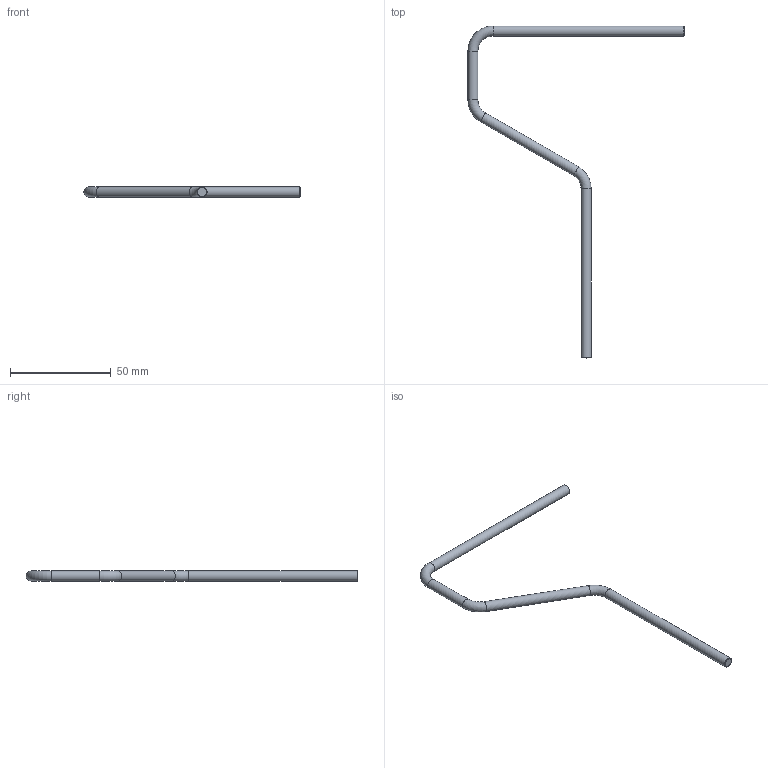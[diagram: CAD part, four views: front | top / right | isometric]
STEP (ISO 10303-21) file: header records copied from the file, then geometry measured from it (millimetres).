
FILE_DESCRIPTION(/* description */ (''),/* implementation_level */ '2;1');
FILE_NAME(/* name */ 'holder.stp',/* time_stamp */ '2024-06-20T09:53:26+04:00',/* author */ ('Tofi'),/* organization */ (''),/* preprocessor_version */ 'ST-DEVELOPER v20',/* originating_system */ 'Autodesk Inventor 2025',/* authorisation */ '');
FILE_SCHEMA (('AUTOMOTIVE_DESIGN { 1 0 10303 214 3 1 1 }'));
Length unit declared in the file: millimetre
Products named in the file (1): Валик держатель
Bounding box: 107.5 x 165 x 5 mm (x, y, z)
Volume: 5762.6 mm3; surface area: 4644.7 mm2
Topology: 1 solids, 1 shells, 11 faces, 23 edges, 14 vertices
Faces by surface type: cylinder 4, torus 3, cone 2, plane 2
Full cylindrical faces by diameter (mm): 5 x4
Entity records: 345 total; most frequent: DIRECTION 64, CARTESIAN_POINT 49, ORIENTED_EDGE 46, AXIS2_PLACEMENT_3D 29, EDGE_CURVE 23, CIRCLE 17, VERTEX_POINT 14, FACE_OUTER_BOUND 11
